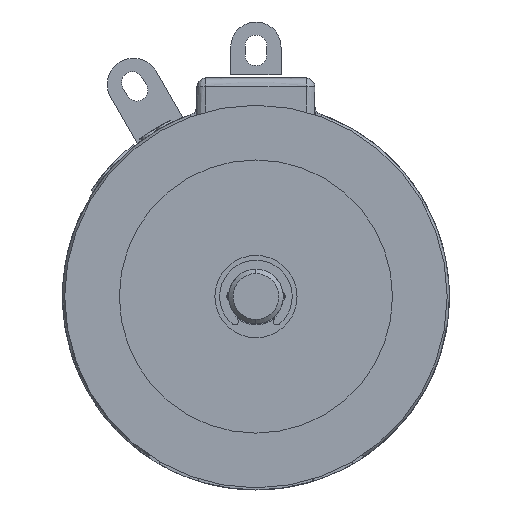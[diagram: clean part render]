
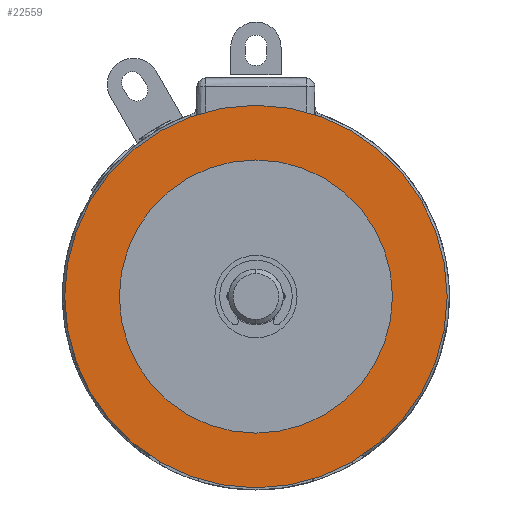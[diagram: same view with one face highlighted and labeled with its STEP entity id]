
A CAD part, front view. The second image highlights one B-rep face of the part: STEP entity #22559.
In plain terms, the highlighted free-form (B-spline) face has degree [1, 1] with [2, 2] control points.
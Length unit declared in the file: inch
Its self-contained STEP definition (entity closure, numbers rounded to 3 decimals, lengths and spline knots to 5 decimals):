
#8409=CARTESIAN_POINT('',(0.,-0.213,0.));
#8410=DIRECTION('',(0.,-1.,0.));
#8411=DIRECTION('',(0.,0.,-1.));
#8412=AXIS2_PLACEMENT_3D('',#8409,#8410,#8411);
#8417=CARTESIAN_POINT('',(0.,-0.213,0.));
#8418=DIRECTION('',(0.,1.,0.));
#8419=DIRECTION('',(0.,0.,-1.));
#8420=AXIS2_PLACEMENT_3D('',#8417,#8418,#8419);
#8425=CARTESIAN_POINT('',(0.,-0.213,0.));
#8426=DIRECTION('',(0.,1.,0.));
#8427=DIRECTION('',(0.,0.,-1.));
#8428=AXIS2_PLACEMENT_3D('',#8425,#8426,#8427);
#8447=CARTESIAN_POINT('',(0.,-0.213,0.));
#8448=DIRECTION('',(0.,-1.,0.));
#8449=DIRECTION('',(0.,0.,-1.));
#8450=AXIS2_PLACEMENT_3D('',#8447,#8448,#8449);
#12705=CARTESIAN_POINT('',(0.,-0.213,-0.4375));
#12707=VERTEX_POINT('',#12705);
#12708=CARTESIAN_POINT('',(0.,-0.213,-0.31245));
#12710=VERTEX_POINT('',#12708);
#12723=CARTESIAN_POINT('',(0.,-0.213,0.4375));
#12725=VERTEX_POINT('',#12723);
#12726=CARTESIAN_POINT('',(0.,-0.213,0.31245));
#12728=VERTEX_POINT('',#12726);
#22544=CARTESIAN_POINT('',(-0.45517,-0.213,-0.455));
#22545=CARTESIAN_POINT('',(0.45517,-0.213,-0.455));
#22546=CARTESIAN_POINT('',(-0.45517,-0.213,0.455));
#22547=CARTESIAN_POINT('',(0.45517,-0.213,0.455));
#22548=B_SPLINE_SURFACE_WITH_KNOTS('',1,1,((#22544,#22545),(#22546,#22547)),
.UNSPECIFIED.,.F.,.F.,.F.,(2,2),(2,2),(-0.455,0.455),(-0.45517,
0.45517),.UNSPECIFIED.);
#22549=ORIENTED_EDGE('',*,*,#22537,.F.);
#22550=ORIENTED_EDGE('',*,*,#22502,.T.);
#22551=EDGE_LOOP('',(#22549,#22550));
#22552=FACE_OUTER_BOUND('',#22551,.F.);
#22554=ORIENTED_EDGE('',*,*,#22553,.F.);
#22556=ORIENTED_EDGE('',*,*,#22555,.T.);
#22557=EDGE_LOOP('',(#22554,#22556));
#22558=FACE_BOUND('',#22557,.F.);
#22559=ADVANCED_FACE('',(#22552,#22558),#22548,.F.);
#8413=CIRCLE('',#8412,0.4375);
#8421=CIRCLE('',#8420,0.4375);
#8429=CIRCLE('',#8428,0.31245);
#8451=CIRCLE('',#8450,0.31245);
#22502=EDGE_CURVE('',#12707,#12725,#8421,.T.);
#22537=EDGE_CURVE('',#12707,#12725,#8413,.T.);
#22553=EDGE_CURVE('',#12710,#12728,#8429,.T.);
#22555=EDGE_CURVE('',#12710,#12728,#8451,.T.);
